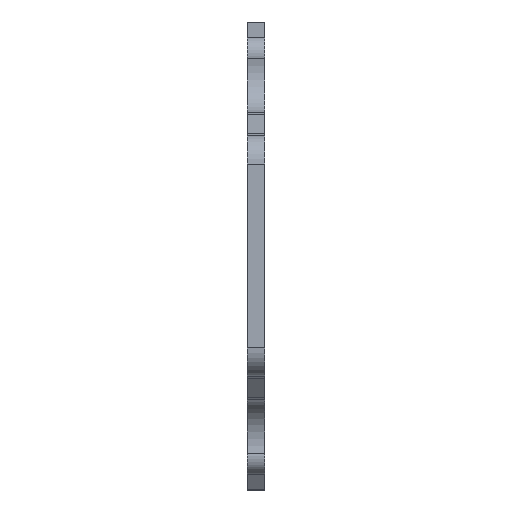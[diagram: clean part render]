
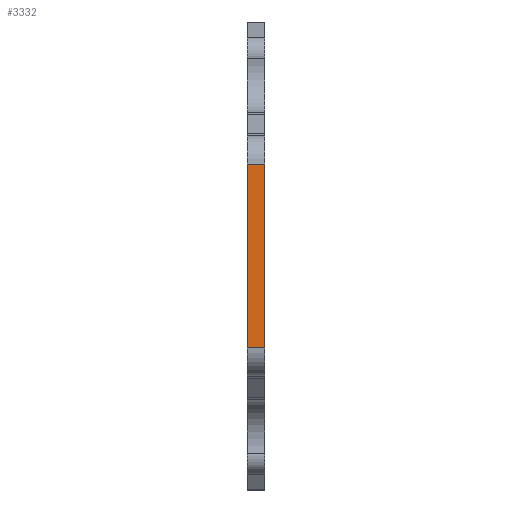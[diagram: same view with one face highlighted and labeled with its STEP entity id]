
A CAD part, left-side view. The second image highlights one B-rep face of the part: STEP entity #3332.
In plain terms, the highlighted planar face has unit normal (-1, 0, 0).
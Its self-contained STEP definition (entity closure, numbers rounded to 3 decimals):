
#640 = LINE ( 'NONE', #682, #3918 ) ;
#682 = CARTESIAN_POINT ( 'NONE',  ( -150.278, 3., 16. ) ) ;
#906 = VECTOR ( 'NONE', #6384, 1000. ) ;
#1316 = EDGE_CURVE ( 'NONE', #7318, #4731, #6579, .T. ) ;
#1416 = ORIENTED_EDGE ( 'NONE', *, *, #2849, .T. ) ;
#1468 = VECTOR ( 'NONE', #1994, 1000. ) ;
#1949 = CARTESIAN_POINT ( 'NONE',  ( -150.278, 0., -16. ) ) ;
#1994 = DIRECTION ( 'NONE',  ( 0., 0., 1. ) ) ;
#2130 = LINE ( 'NONE', #3427, #1468 ) ;
#2137 = DIRECTION ( 'NONE',  ( 0., 0., 1. ) ) ;
#2251 = DIRECTION ( 'NONE',  ( 0., 0., -1. ) ) ;
#2849 = EDGE_CURVE ( 'NONE', #3717, #3062, #2130, .T. ) ;
#3062 = VERTEX_POINT ( 'NONE', #3190 ) ;
#3190 = CARTESIAN_POINT ( 'NONE',  ( -150.278, 0., 16. ) ) ;
#3253 = ORIENTED_EDGE ( 'NONE', *, *, #1316, .F. ) ;
#3332 = ADVANCED_FACE ( 'NONE', ( #5570 ), #6254, .F. ) ;
#3427 = CARTESIAN_POINT ( 'NONE',  ( -150.278, 0., -21. ) ) ;
#3439 = ORIENTED_EDGE ( 'NONE', *, *, #4246, .T. ) ;
#3717 = VERTEX_POINT ( 'NONE', #1949 ) ;
#3916 = CARTESIAN_POINT ( 'NONE',  ( -150.278, 3., -16. ) ) ;
#3918 = VECTOR ( 'NONE', #6071, 1000. ) ;
#3973 = ORIENTED_EDGE ( 'NONE', *, *, #7147, .T. ) ;
#4246 = EDGE_CURVE ( 'NONE', #3062, #4731, #640, .T. ) ;
#4731 = VERTEX_POINT ( 'NONE', #6528 ) ;
#4740 = CARTESIAN_POINT ( 'NONE',  ( -150.278, 3., -21. ) ) ;
#4996 = LINE ( 'NONE', #6303, #906 ) ;
#5570 = FACE_OUTER_BOUND ( 'NONE', #7616, .T. ) ;
#6059 = CARTESIAN_POINT ( 'NONE',  ( -150.278, 3., -21. ) ) ;
#6071 = DIRECTION ( 'NONE',  ( 0., 1., 0. ) ) ;
#6254 = PLANE ( 'NONE',  #7966 ) ;
#6303 = CARTESIAN_POINT ( 'NONE',  ( -150.278, 3., -16. ) ) ;
#6384 = DIRECTION ( 'NONE',  ( 0., -1., 0. ) ) ;
#6528 = CARTESIAN_POINT ( 'NONE',  ( -150.278, 3., 16. ) ) ;
#6579 = LINE ( 'NONE', #6059, #7972 ) ;
#7147 = EDGE_CURVE ( 'NONE', #7318, #3717, #4996, .T. ) ;
#7318 = VERTEX_POINT ( 'NONE', #3916 ) ;
#7616 = EDGE_LOOP ( 'NONE', ( #3253, #3973, #1416, #3439 ) ) ;
#7966 = AXIS2_PLACEMENT_3D ( 'NONE', #4740, #8068, #2251 ) ;
#7972 = VECTOR ( 'NONE', #2137, 1000. ) ;
#8068 = DIRECTION ( 'NONE',  ( 1., 0., 0. ) ) ;
